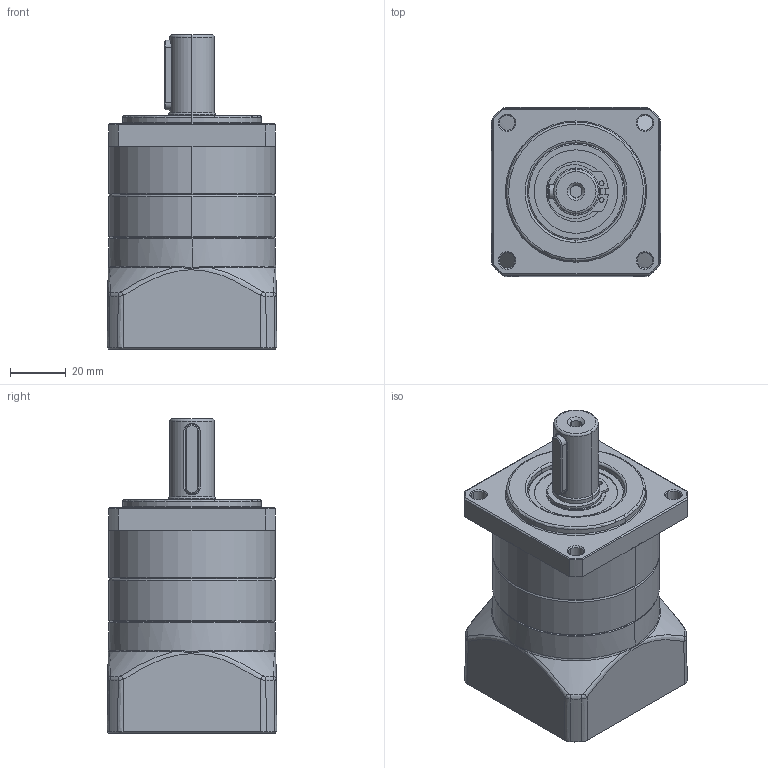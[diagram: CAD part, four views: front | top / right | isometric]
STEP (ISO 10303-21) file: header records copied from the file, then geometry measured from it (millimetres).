
FILE_DESCRIPTION (( 'STEP AP214' ), '1' );
FILE_NAME ('FB-060-L1-P2-朴8ㄗ覃淕杶ㄘ-朴38.1-朴66.7-M5-32-C16.STEP', '2024-01-04T11:50:44', ( '' ), ( '' ), 'SwSTEP 2.0', 'SolidWorks 2013', '' );
FILE_SCHEMA (( 'AUTOMOTIVE_DESIGN' ));
Length unit declared in the file: millimetre
Products named in the file (11): 镂空输入法兰FB060-38.1x40xM5; 输入调整套14-8; 怀堤傷褲极FB060; 怀堤俴陎殤FB060-16; 单边锁输入轴FB060-14（带螺丝）; M4樓粟菜; 6003-2RZ粣創; A倰す瑩5X25; 怀堤粣縐銅17; 内齿圈FB060-D108; FB-060-L1-P2-朴8ㄗ覃淕杶ㄘ-朴38.1-朴66.7-M5-32-C16
Assembly tree (15 placements, depth 2):
  FB-060-L1-P2-朴8ㄗ覃淕杶ㄘ-朴38.1-朴66.7-M5-32-C16
    内齿圈FB060-D108
    怀堤粣縐銅17
    A倰す瑩5X25
    6003-2RZ粣創
    M4樓粟菜  x6
    单边锁输入轴FB060-14（带螺丝）
    怀堤俴陎殤FB060-16
    怀堤傷褲极FB060
    输入调整套14-8
    镂空输入法兰FB060-38.1x40xM5
Bounding box: 60.99 x 60.99 x 113 mm (x, y, z)
Volume: 221413.7 mm3; surface area: 69579 mm2
Topology: 10 solids, 23 shells, 792 faces, 1920 edges, 1176 vertices
Faces by surface type: cylinder 233, plane 193, bspline 181, cone 157, torus 28
Entity records: 30045 total; most frequent: CARTESIAN_POINT 15776, ORIENTED_EDGE 3006, DIRECTION 2697, EDGE_CURVE 1506, AXIS2_PLACEMENT_3D 1116, VERTEX_POINT 931, EDGE_LOOP 730, FACE_OUTER_BOUND 642
